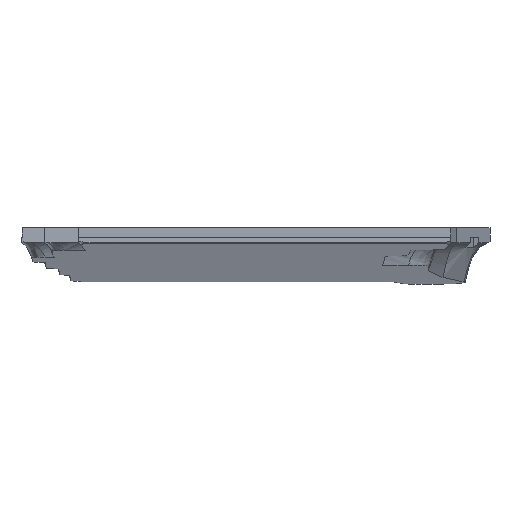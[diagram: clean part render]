
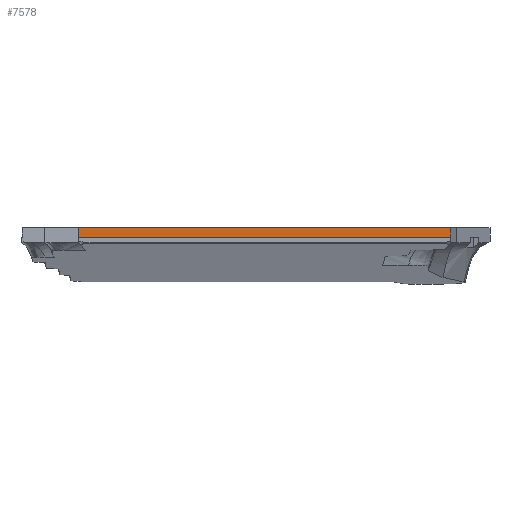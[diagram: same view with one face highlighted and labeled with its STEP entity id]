
A CAD part, left-side view. The second image highlights one B-rep face of the part: STEP entity #7578.
In plain terms, the highlighted planar face has unit normal (-1, 0, 0).
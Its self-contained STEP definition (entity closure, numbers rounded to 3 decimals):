
#1537=CARTESIAN_POINT('',(-62.93,36.5,-2.));
#1538=VERTEX_POINT('',#1537);
#1546=CARTESIAN_POINT('',(-62.93,-40.3,-2.));
#1547=VERTEX_POINT('',#1546);
#1554=CARTESIAN_POINT('',(-62.93,-40.3,-2.));
#1555=DIRECTION('',(0.,1.,0.));
#1556=VECTOR('',#1555,76.8);
#1557=LINE('',#1554,#1556);
#1558=EDGE_CURVE('',#1547,#1538,#1557,.T.);
#2406=CARTESIAN_POINT('',(-62.93,-40.3,0.));
#2407=VERTEX_POINT('',#2406);
#2437=CARTESIAN_POINT('',(-62.93,36.513,0.));
#2438=VERTEX_POINT('',#2437);
#2445=CARTESIAN_POINT('',(-62.93,-40.3,0.));
#2446=DIRECTION('',(0.,1.,0.));
#2447=VECTOR('',#2446,76.813);
#2448=LINE('',#2445,#2447);
#2449=EDGE_CURVE('',#2407,#2438,#2448,.T.);
#6320=CARTESIAN_POINT('',(-62.93,36.5,-2.854));
#6321=VERTEX_POINT('',#6320);
#6322=CARTESIAN_POINT('',(-62.93,36.5,-2.854));
#6323=DIRECTION('',(0.,0.,1.));
#6324=VECTOR('',#6323,0.854);
#6325=LINE('',#6322,#6324);
#6326=EDGE_CURVE('',#6321,#1538,#6325,.T.);
#7528=CARTESIAN_POINT('',(-62.93,36.513,-2.851));
#7529=VERTEX_POINT('',#7528);
#7543=CARTESIAN_POINT('',(-62.93,36.513,0.));
#7544=DIRECTION('',(0.,-0.,-1.));
#7545=VECTOR('',#7544,2.851);
#7546=LINE('',#7543,#7545);
#7547=EDGE_CURVE('',#2438,#7529,#7546,.T.);
#7554=CARTESIAN_POINT('',(-62.93,-1.906,-2.));
#7555=DIRECTION('',(1.,0.,0.));
#7556=DIRECTION('',(0.,0.,-1.));
#7557=AXIS2_PLACEMENT_3D('',#7554,#7555,#7556);
#7558=PLANE('',#7557);
#7559=ORIENTED_EDGE('',*,*,#7547,.T.);
#7560=CARTESIAN_POINT('',(-62.93,36.513,-2.851));
#7561=CARTESIAN_POINT('',(-62.93,36.509,-2.852));
#7562=CARTESIAN_POINT('',(-62.93,36.504,-2.853));
#7563=CARTESIAN_POINT('',(-62.93,36.5,-2.854));
#7564=B_SPLINE_CURVE_WITH_KNOTS('',3,(#7560,#7561,#7562,#7563),.UNSPECIFIED.,.F.,.F.,(4,4),(0.,0.),.UNSPECIFIED.);
#7565=EDGE_CURVE('',#7529,#6321,#7564,.T.);
#7566=ORIENTED_EDGE('',*,*,#7565,.T.);
#7567=ORIENTED_EDGE('',*,*,#6326,.T.);
#7568=ORIENTED_EDGE('',*,*,#1558,.F.);
#7569=CARTESIAN_POINT('',(-62.93,-40.3,-2.));
#7570=DIRECTION('',(0.,0.,1.));
#7571=VECTOR('',#7570,2.);
#7572=LINE('',#7569,#7571);
#7573=EDGE_CURVE('',#1547,#2407,#7572,.T.);
#7574=ORIENTED_EDGE('',*,*,#7573,.T.);
#7575=ORIENTED_EDGE('',*,*,#2449,.T.);
#7576=EDGE_LOOP('',(#7559,#7566,#7567,#7568,#7574,#7575));
#7577=FACE_BOUND('',#7576,.T.);
#7578=ADVANCED_FACE('',(#7577),#7558,.F.);
